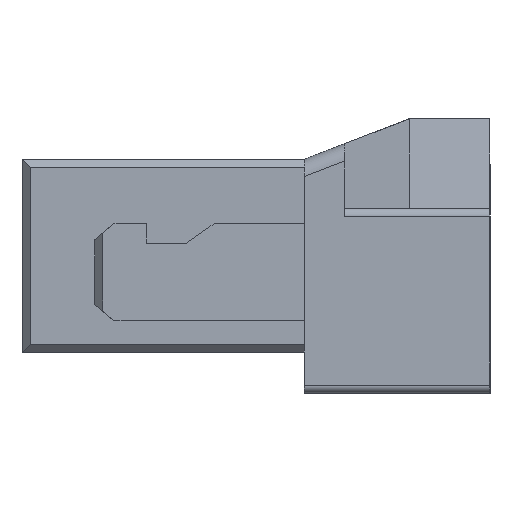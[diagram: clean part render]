
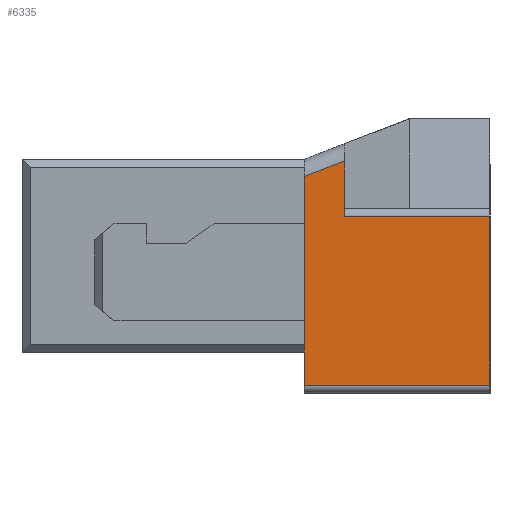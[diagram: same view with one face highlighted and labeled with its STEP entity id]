
A CAD part, left-side view. The second image highlights one B-rep face of the part: STEP entity #6335.
In plain terms, the highlighted planar face has unit normal (-1, 0, 0).
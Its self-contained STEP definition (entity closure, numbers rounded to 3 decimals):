
#1105=ORIENTED_EDGE('',*,*,#2722,.T.);
#1106=ORIENTED_EDGE('',*,*,#2723,.T.);
#1107=ORIENTED_EDGE('',*,*,#2724,.T.);
#1108=ORIENTED_EDGE('',*,*,#2725,.T.);
#1109=ORIENTED_EDGE('',*,*,#2726,.T.);
#1110=ORIENTED_EDGE('',*,*,#2721,.T.);
#2721=EDGE_CURVE('',#3524,#3525,#4244,.T.);
#2722=EDGE_CURVE('',#3525,#3526,#4245,.T.);
#2723=EDGE_CURVE('',#3526,#3527,#4246,.F.);
#2724=EDGE_CURVE('',#3527,#3528,#4247,.T.);
#2725=EDGE_CURVE('',#3528,#3529,#4248,.T.);
#2726=EDGE_CURVE('',#3529,#3524,#4249,.T.);
#3524=VERTEX_POINT('',#9785);
#3525=VERTEX_POINT('',#9787);
#3526=VERTEX_POINT('',#9791);
#3527=VERTEX_POINT('',#9793);
#3528=VERTEX_POINT('',#9795);
#3529=VERTEX_POINT('',#9797);
#4244=LINE('',#9788,#5023);
#4245=LINE('',#9790,#5024);
#4246=LINE('',#9792,#5025);
#4247=LINE('',#9794,#5026);
#4248=LINE('',#9796,#5027);
#4249=LINE('',#9798,#5028);
#5023=VECTOR('',#7878,1000.);
#5024=VECTOR('',#7881,1000.);
#5025=VECTOR('',#7882,1000.);
#5026=VECTOR('',#7883,1000.);
#5027=VECTOR('',#7884,1000.);
#5028=VECTOR('',#7885,1000.);
#5450=EDGE_LOOP('',(#1105,#1106,#1107,#1108,#1109,#1110));
#5769=FACE_BOUND('',#5450,.T.);
#6064=PLANE('',#6735);
#6335=ADVANCED_FACE('',(#5769),#6064,.F.);
#6735=AXIS2_PLACEMENT_3D('',#9789,#7879,#7880);
#7878=DIRECTION('',(0.,-1.,0.));
#7879=DIRECTION('',(1.,0.,0.));
#7880=DIRECTION('',(0.,0.,-1.));
#7881=DIRECTION('',(0.,0.,1.));
#7882=DIRECTION('',(0.,-1.,0.));
#7883=DIRECTION('',(0.,0.,1.));
#7884=DIRECTION('',(0.,0.933,-0.359));
#7885=DIRECTION('',(0.,0.,-1.));
#9785=CARTESIAN_POINT('',(-1.6,1.15,-0.8));
#9787=CARTESIAN_POINT('',(-1.6,0.,-0.8));
#9788=CARTESIAN_POINT('',(-1.6,2.9,-0.8));
#9789=CARTESIAN_POINT('',(-1.6,2.9,-0.85));
#9790=CARTESIAN_POINT('',(-1.6,0.,-0.85));
#9791=CARTESIAN_POINT('',(-1.6,0.,0.246));
#9792=CARTESIAN_POINT('',(-1.6,2.9,0.246));
#9793=CARTESIAN_POINT('',(-1.6,0.9,0.246));
#9794=CARTESIAN_POINT('',(-1.6,0.9,0.296));
#9795=CARTESIAN_POINT('',(-1.6,0.9,0.589));
#9796=CARTESIAN_POINT('',(-1.6,3.124,-0.267));
#9797=CARTESIAN_POINT('',(-1.6,1.15,0.493));
#9798=CARTESIAN_POINT('',(-1.6,1.15,-0.85));
